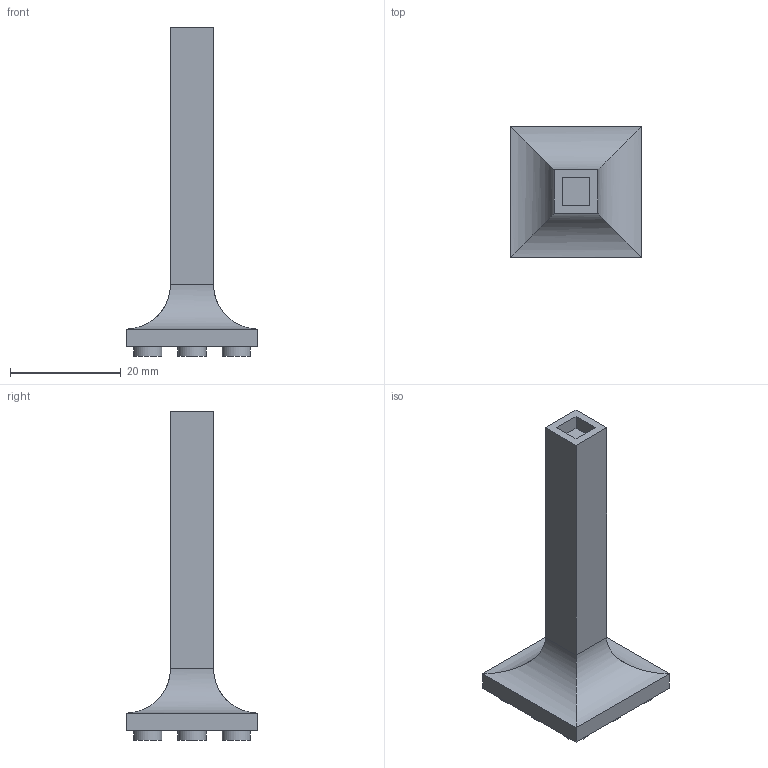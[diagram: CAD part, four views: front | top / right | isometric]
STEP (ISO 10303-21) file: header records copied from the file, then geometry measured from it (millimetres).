
FILE_DESCRIPTION(/* description */ (''),/* implementation_level */ '2;1');
FILE_NAME(/* name */ 'curveColumn.step',/* time_stamp */ '2026-02-14T13:25:02+07:00',/* author */ (''),/* organization */ (''),/* preprocessor_version */ 'ST-DEVELOPER v20.1',/* originating_system */ 'Autodesk Translation Framework v14.21.0.0',/* authorisation */ '');
FILE_SCHEMA (('AUTOMOTIVE_DESIGN { 1 0 10303 214 3 1 1 }'));
Length unit declared in the file: millimetre
Products named in the file (1): column3
Bounding box: 23.8 x 23.8 x 59.3 mm (x, y, z)
Volume: 5997.3 mm3; surface area: 3360 mm2
Topology: 1 solids, 1 shells, 37 faces, 67 edges, 42 vertices
Faces by surface type: plane 24, cylinder 13
Full cylindrical faces by diameter (mm): 5.1 x9
Entity records: 932 total; most frequent: DIRECTION 165, CARTESIAN_POINT 147, ORIENTED_EDGE 134, EDGE_CURVE 67, AXIS2_PLACEMENT_3D 60, EDGE_LOOP 47, LINE 45, VECTOR 45
